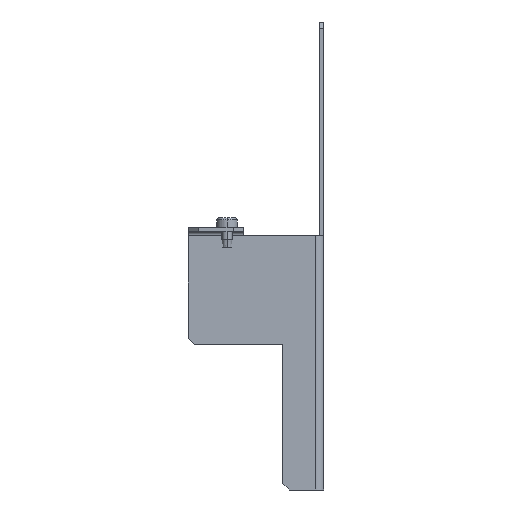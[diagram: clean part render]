
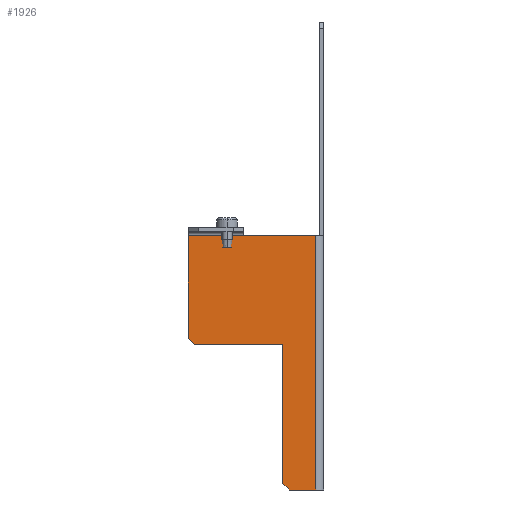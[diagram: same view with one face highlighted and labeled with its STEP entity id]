
A CAD part, left-side view. The second image highlights one B-rep face of the part: STEP entity #1926.
In plain terms, the highlighted planar face has unit normal (-1, 0, 0).
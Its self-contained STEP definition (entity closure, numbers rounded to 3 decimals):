
#1926=ADVANCED_FACE('',(#3838),#3839,.T.);
#3838=FACE_OUTER_BOUND('',#6047,.T.);
#3839=PLANE('',#6048);
#6047=EDGE_LOOP('',(#11222,#11223,#11224,#11225,#11226,#11227,#11228,#11229,#11230));
#6048=AXIS2_PLACEMENT_3D('',#11231,#11232,#11233);
#11222=ORIENTED_EDGE('',*,*,#15058,.T.);
#11223=ORIENTED_EDGE('',*,*,#15089,.T.);
#11224=ORIENTED_EDGE('',*,*,#15090,.T.);
#11225=ORIENTED_EDGE('',*,*,#15091,.T.);
#11226=ORIENTED_EDGE('',*,*,#15092,.F.);
#11227=ORIENTED_EDGE('',*,*,#15093,.T.);
#11228=ORIENTED_EDGE('',*,*,#15094,.T.);
#11229=ORIENTED_EDGE('',*,*,#15095,.T.);
#11230=ORIENTED_EDGE('',*,*,#15081,.F.);
#11231=CARTESIAN_POINT('',(17.0,35.25,0.0));
#11232=DIRECTION('',(-1.0,-0.0,0.0));
#11233=DIRECTION('',(0.0,-1.0,-0.0));
#15058=EDGE_CURVE('',#18715,#18719,#18721,.T.);
#15081=EDGE_CURVE('',#18715,#18760,#18761,.T.);
#15089=EDGE_CURVE('',#18719,#18774,#18775,.T.);
#15090=EDGE_CURVE('',#18774,#18776,#18777,.T.);
#15091=EDGE_CURVE('',#18776,#18778,#18779,.T.);
#15092=EDGE_CURVE('',#18780,#18778,#18781,.T.);
#15093=EDGE_CURVE('',#18780,#18782,#18783,.T.);
#15094=EDGE_CURVE('',#18782,#18784,#18785,.T.);
#15095=EDGE_CURVE('',#18784,#18760,#18786,.T.);
#18715=VERTEX_POINT('',#24154);
#18719=VERTEX_POINT('',#24160);
#18721=LINE('',#24163,#24164);
#18760=VERTEX_POINT('',#24219);
#18761=LINE('',#24220,#24221);
#18774=VERTEX_POINT('',#24238);
#18775=LINE('',#24239,#24240);
#18776=VERTEX_POINT('',#24241);
#18777=LINE('',#24242,#24243);
#18778=VERTEX_POINT('',#24244);
#18779=LINE('',#24245,#24246);
#18780=VERTEX_POINT('',#24247);
#18781=LINE('',#24248,#24249);
#18782=VERTEX_POINT('',#24250);
#18783=LINE('',#24251,#24252);
#18784=VERTEX_POINT('',#24253);
#18785=LINE('',#24254,#24255);
#18786=LINE('',#24256,#24257);
#24154=CARTESIAN_POINT('',(17.0,66.5,74.5));
#24160=CARTESIAN_POINT('',(17.0,63.5,71.5));
#24163=CARTESIAN_POINT('',(17.0,40.33,48.33));
#24164=VECTOR('',#26320,1.0);
#24219=CARTESIAN_POINT('',(17.0,66.5,125.0));
#24220=CARTESIAN_POINT('',(17.0,66.5,0.0));
#24221=VECTOR('',#26343,1.0);
#24238=CARTESIAN_POINT('',(17.0,20.0,71.5));
#24239=CARTESIAN_POINT('',(17.0,40.125,71.5));
#24240=VECTOR('',#26354,1.0);
#24241=CARTESIAN_POINT('',(17.0,20.0,3.0));
#24242=CARTESIAN_POINT('',(17.0,20.0,17.875));
#24243=VECTOR('',#26355,1.0);
#24244=CARTESIAN_POINT('',(17.0,17.0,0.0));
#24245=CARTESIAN_POINT('',(17.0,23.33,6.33));
#24246=VECTOR('',#26356,1.0);
#24247=CARTESIAN_POINT('',(17.,4.,0.0));
#24248=CARTESIAN_POINT('',(17.0,4.0,0.0));
#24249=VECTOR('',#26357,1.0);
#24250=CARTESIAN_POINT('',(17.,4.,125.0));
#24251=CARTESIAN_POINT('',(17.,4.,0.0));
#24252=VECTOR('',#26358,1.0);
#24253=CARTESIAN_POINT('',(17.,39.5,125.));
#24254=CARTESIAN_POINT('',(17.0,4.0,125.0));
#24255=VECTOR('',#26359,1.0);
#24256=CARTESIAN_POINT('',(17.0,4.0,125.0));
#24257=VECTOR('',#26360,1.0);
#26320=DIRECTION('',(-0.0,-0.707,-0.707));
#26343=DIRECTION('',(0.0,0.0,1.0));
#26354=DIRECTION('',(-0.0,-1.0,-0.0));
#26355=DIRECTION('',(0.0,0.0,-1.0));
#26356=DIRECTION('',(-0.0,-0.707,-0.707));
#26357=DIRECTION('',(0.0,1.0,0.0));
#26358=DIRECTION('',(0.0,0.0,1.0));
#26359=DIRECTION('',(0.0,1.0,0.0));
#26360=DIRECTION('',(0.0,1.0,0.0));
